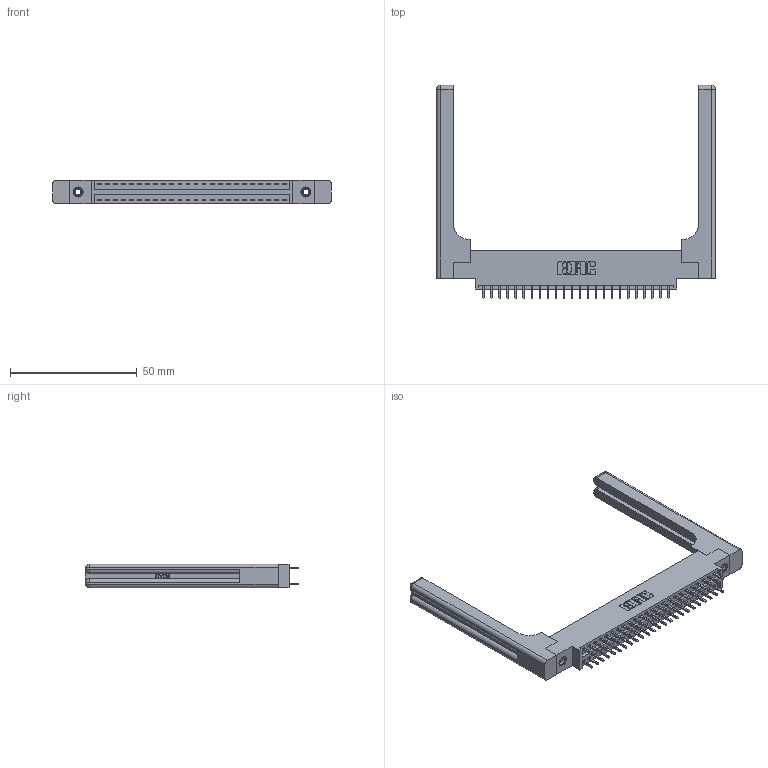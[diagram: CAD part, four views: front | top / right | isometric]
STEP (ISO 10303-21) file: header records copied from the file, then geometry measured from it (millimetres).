
FILE_DESCRIPTION (( 'STEP AP203' ), '1' );
FILE_NAME ('396-048-521-858.STEP', '2019-11-02T06:56:10', ( '' ), ( '' ), 'SwSTEP 2.0', 'SolidWorks 2016', '' );
FILE_SCHEMA (( 'CONFIG_CONTROL_DESIGN' ));
Length unit declared in the file: inch
Products named in the file (5): 345-292-001_345-293-121; 345-250-001_345-250-001-102; 346-220-058_345-220-058; 396-048-521-858; 346 Part_0.170 Offset - 0.156 Dia-TH
Assembly tree (53 placements, depth 2):
  396-048-521-858
    346 Part_0.170 Offset - 0.156 Dia-TH
    345-292-001_345-293-121  x48
    345-250-001_345-250-001-102  x2
    346-220-058_345-220-058  x2
Bounding box: 110.26 x 84.33 x 9.4 mm (x, y, z)
Volume: 17932.1 mm3; surface area: 19085.1 mm2
Topology: 53 solids, 53 shells, 2878 faces, 8447 edges, 5546 vertices
Faces by surface type: plane 1908, cylinder 910, bspline 36, cone 12, sphere 8, torus 4
Entity records: 23418 total; most frequent: CARTESIAN_POINT 4893, ORIENTED_EDGE 3624, DIRECTION 3296, EDGE_CURVE 1812, VECTOR 1492, LINE 1492, VERTEX_POINT 1198, AXIS2_PLACEMENT_3D 902
